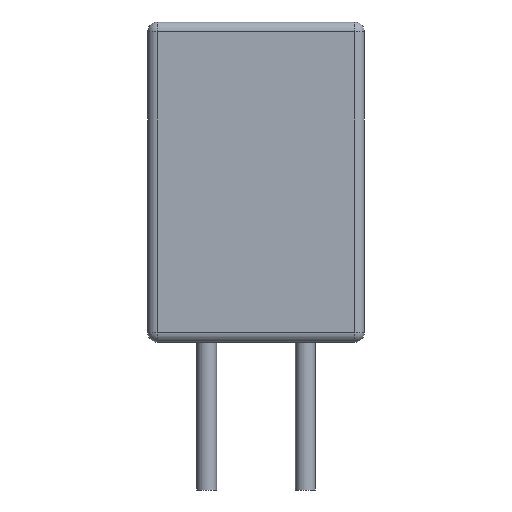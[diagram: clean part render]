
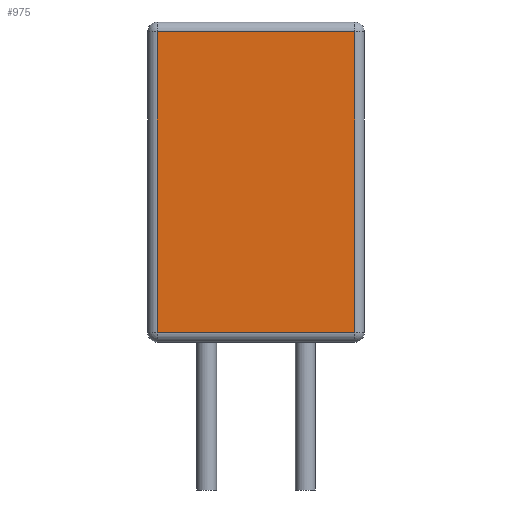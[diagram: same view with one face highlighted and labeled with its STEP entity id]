
A CAD part, front view. The second image highlights one B-rep face of the part: STEP entity #975.
In plain terms, the highlighted planar face has unit normal (0, -1, 0).
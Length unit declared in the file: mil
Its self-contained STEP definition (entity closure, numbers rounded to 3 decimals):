
#85 = CARTESIAN_POINT ( 'NONE',  ( -200., -60., 650. ) ) ;
#128 = VERTEX_POINT ( 'NONE', #1377 ) ;
#141 = VERTEX_POINT ( 'NONE', #721 ) ;
#226 = CARTESIAN_POINT ( 'NONE',  ( -200., -60., 20. ) ) ;
#287 = ORIENTED_EDGE ( 'NONE', *, *, #1240, .T. ) ;
#290 = EDGE_CURVE ( 'NONE', #480, #1143, #896, .T. ) ;
#309 = CARTESIAN_POINT ( 'NONE',  ( -220., -60., 630. ) ) ;
#404 = DIRECTION ( 'NONE',  ( -1., 0., 0. ) ) ;
#419 = DIRECTION ( 'NONE',  ( 0., 0., 1. ) ) ;
#458 = VECTOR ( 'NONE', #1113, 39370.079 ) ;
#475 = CARTESIAN_POINT ( 'NONE',  ( -200., -60., 630. ) ) ;
#480 = VERTEX_POINT ( 'NONE', #475 ) ;
#509 = EDGE_CURVE ( 'NONE', #141, #128, #859, .T. ) ;
#528 = VECTOR ( 'NONE', #404, 39370.079 ) ;
#537 = EDGE_CURVE ( 'NONE', #1143, #141, #1017, .T. ) ;
#642 = CARTESIAN_POINT ( 'NONE',  ( -220., -60., 20. ) ) ;
#661 = DIRECTION ( 'NONE',  ( 1., 0., 0. ) ) ;
#721 = CARTESIAN_POINT ( 'NONE',  ( 200., -60., 20. ) ) ;
#794 = VECTOR ( 'NONE', #858, 39370.079 ) ;
#824 = ORIENTED_EDGE ( 'NONE', *, *, #537, .T. ) ;
#858 = DIRECTION ( 'NONE',  ( 0., 0., -1. ) ) ;
#859 = LINE ( 'NONE', #1118, #458 ) ;
#896 = LINE ( 'NONE', #85, #794 ) ;
#975 = ADVANCED_FACE ( 'NONE', ( #996 ), #1074, .F. ) ;
#996 = FACE_OUTER_BOUND ( 'NONE', #1085, .T. ) ;
#1017 = LINE ( 'NONE', #642, #1053 ) ;
#1053 = VECTOR ( 'NONE', #661, 39370.079 ) ;
#1054 = ORIENTED_EDGE ( 'NONE', *, *, #509, .T. ) ;
#1068 = DIRECTION ( 'NONE',  ( 0., 1., 0. ) ) ;
#1074 = PLANE ( 'NONE',  #1323 ) ;
#1085 = EDGE_LOOP ( 'NONE', ( #1054, #287, #1106, #824 ) ) ;
#1106 = ORIENTED_EDGE ( 'NONE', *, *, #290, .T. ) ;
#1113 = DIRECTION ( 'NONE',  ( 0., 0., 1. ) ) ;
#1118 = CARTESIAN_POINT ( 'NONE',  ( 200., -60., 650. ) ) ;
#1143 = VERTEX_POINT ( 'NONE', #226 ) ;
#1240 = EDGE_CURVE ( 'NONE', #128, #480, #1353, .T. ) ;
#1323 = AXIS2_PLACEMENT_3D ( 'NONE', #1381, #1068, #419 ) ;
#1353 = LINE ( 'NONE', #309, #528 ) ;
#1377 = CARTESIAN_POINT ( 'NONE',  ( 200., -60., 630. ) ) ;
#1381 = CARTESIAN_POINT ( 'NONE',  ( -220., -60., 650. ) ) ;
